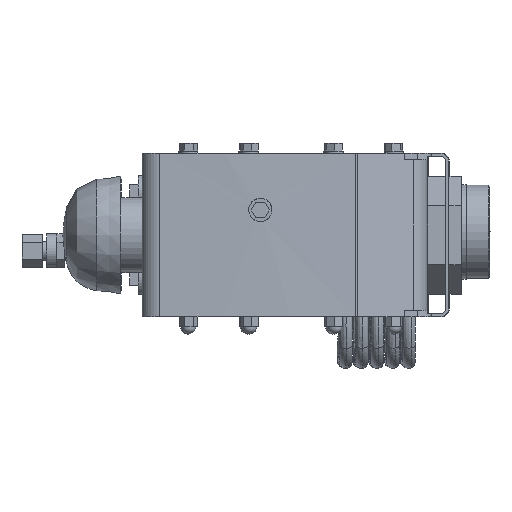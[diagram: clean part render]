
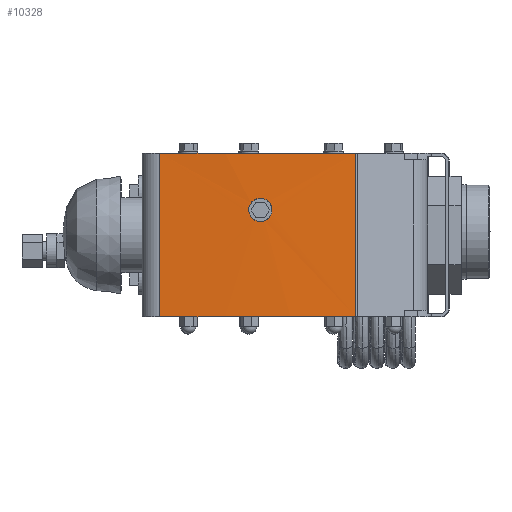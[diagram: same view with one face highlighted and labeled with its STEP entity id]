
A CAD part, left-side view. The second image highlights one B-rep face of the part: STEP entity #10328.
In plain terms, the highlighted cylindrical face has radius 1000.87 mm (diameter 2001.75 mm), a partial arc.
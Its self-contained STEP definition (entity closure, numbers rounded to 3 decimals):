
#732=B_SPLINE_CURVE_WITH_KNOTS('',3,(#15984,#15985,#15986,#15987,#15988,
#15989,#15990,#15991,#15992,#15993,#15994,#15995,#15996,#15997,#15998,#15999,
#16000,#16001,#16002,#16003,#16004,#16005,#16006,#16007,#16008,#16009,#16010,
#16011,#16012,#16013,#16014,#16015,#16016,#16017),.UNSPECIFIED.,.T.,.F.,
(4,2,2,2,2,2,2,2,2,2,2,2,2,2,2,2,4),(0.,0.277,0.555,
0.833,1.11,1.388,1.666,1.943,
2.22,2.498,2.775,3.053,3.33,
3.608,3.886,4.163,4.441),
 .UNSPECIFIED.);
#1750=LINE('',#17331,#2666);
#1761=LINE('',#17356,#2677);
#2666=VECTOR('',#13040,104.);
#2677=VECTOR('',#13075,104.);
#3088=CYLINDRICAL_SURFACE('',#10966,1000.873);
#3198=FACE_BOUND('',#4378,.T.);
#3691=FACE_OUTER_BOUND('',#4377,.T.);
#4377=EDGE_LOOP('',(#9411,#9412,#9413,#9414));
#4378=EDGE_LOOP('',(#9415));
#4494=CIRCLE('',#10581,1000.873);
#4577=CIRCLE('',#10912,1000.873);
#5076=VERTEX_POINT('',#15929);
#5077=VERTEX_POINT('',#15931);
#5098=VERTEX_POINT('',#15983);
#5472=VERTEX_POINT('',#17237);
#5473=VERTEX_POINT('',#17239);
#6206=EDGE_CURVE('',#5076,#5077,#4494,.T.);
#6228=EDGE_CURVE('',#5098,#5098,#732,.T.);
#6765=EDGE_CURVE('',#5473,#5472,#4577,.T.);
#6811=EDGE_CURVE('',#5076,#5473,#1750,.T.);
#6823=EDGE_CURVE('',#5472,#5077,#1761,.T.);
#9411=ORIENTED_EDGE('',*,*,#6823,.T.);
#9412=ORIENTED_EDGE('',*,*,#6206,.F.);
#9413=ORIENTED_EDGE('',*,*,#6811,.T.);
#9414=ORIENTED_EDGE('',*,*,#6765,.T.);
#9415=ORIENTED_EDGE('',*,*,#6228,.T.);
#10328=ADVANCED_FACE('',(#3691,#3198),#3088,.T.);
#10581=AXIS2_PLACEMENT_3D('',#15932,#11802,#11803);
#10912=AXIS2_PLACEMENT_3D('',#17240,#12930,#12931);
#10966=AXIS2_PLACEMENT_3D('',#17357,#13076,#13077);
#11802=DIRECTION('center_axis',(0.,0.,1.));
#11803=DIRECTION('ref_axis',(-0.012,-1.,0.));
#12930=DIRECTION('center_axis',(0.,0.,1.));
#12931=DIRECTION('ref_axis',(-0.012,-1.,0.));
#13040=DIRECTION('',(0.,0.,-1.));
#13075=DIRECTION('',(0.,0.,1.));
#13076=DIRECTION('center_axis',(0.,0.,1.));
#13077=DIRECTION('ref_axis',(-0.012,-1.,0.));
#15929=CARTESIAN_POINT('',(-10.922,83.55,2.));
#15931=CARTESIAN_POINT('',(-135.631,77.196,2.));
#15932=CARTESIAN_POINT('Origin',(-22.445,-917.256,2.));
#15983=CARTESIAN_POINT('',(-82.297,81.825,-34.));
#15984=CARTESIAN_POINT('Ctrl Pts',(-82.297,81.825,-34.));
#15985=CARTESIAN_POINT('Ctrl Pts',(-82.297,81.825,-34.925));
#15986=CARTESIAN_POINT('Ctrl Pts',(-82.112,81.836,-35.911));
#15987=CARTESIAN_POINT('Ctrl Pts',(-81.36,81.881,-37.725));
#15988=CARTESIAN_POINT('Ctrl Pts',(-80.794,81.914,-38.553));
#15989=CARTESIAN_POINT('Ctrl Pts',(-79.486,81.99,-39.86));
#15990=CARTESIAN_POINT('Ctrl Pts',(-78.658,82.037,-40.427));
#15991=CARTESIAN_POINT('Ctrl Pts',(-76.844,82.137,-41.178));
#15992=CARTESIAN_POINT('Ctrl Pts',(-75.858,82.191,-41.363));
#15993=CARTESIAN_POINT('Ctrl Pts',(-74.01,82.288,-41.363));
#15994=CARTESIAN_POINT('Ctrl Pts',(-73.024,82.338,-41.178));
#15995=CARTESIAN_POINT('Ctrl Pts',(-71.21,82.428,-40.427));
#15996=CARTESIAN_POINT('Ctrl Pts',(-70.381,82.468,-39.86));
#15997=CARTESIAN_POINT('Ctrl Pts',(-69.074,82.53,-38.553));
#15998=CARTESIAN_POINT('Ctrl Pts',(-68.507,82.556,-37.725));
#15999=CARTESIAN_POINT('Ctrl Pts',(-67.756,82.59,-35.911));
#16000=CARTESIAN_POINT('Ctrl Pts',(-67.571,82.599,-34.925));
#16001=CARTESIAN_POINT('Ctrl Pts',(-67.571,82.599,-33.076));
#16002=CARTESIAN_POINT('Ctrl Pts',(-67.756,82.59,-32.09));
#16003=CARTESIAN_POINT('Ctrl Pts',(-68.507,82.556,-30.276));
#16004=CARTESIAN_POINT('Ctrl Pts',(-69.073,82.53,-29.448));
#16005=CARTESIAN_POINT('Ctrl Pts',(-70.38,82.468,-28.14));
#16006=CARTESIAN_POINT('Ctrl Pts',(-71.209,82.428,-27.573));
#16007=CARTESIAN_POINT('Ctrl Pts',(-73.023,82.338,-26.822));
#16008=CARTESIAN_POINT('Ctrl Pts',(-74.009,82.288,-26.637));
#16009=CARTESIAN_POINT('Ctrl Pts',(-75.859,82.191,-26.637));
#16010=CARTESIAN_POINT('Ctrl Pts',(-76.845,82.137,-26.822));
#16011=CARTESIAN_POINT('Ctrl Pts',(-78.66,82.037,-27.574));
#16012=CARTESIAN_POINT('Ctrl Pts',(-79.488,81.99,-28.141));
#16013=CARTESIAN_POINT('Ctrl Pts',(-80.795,81.914,-29.449));
#16014=CARTESIAN_POINT('Ctrl Pts',(-81.361,81.881,-30.276));
#16015=CARTESIAN_POINT('Ctrl Pts',(-82.112,81.836,-32.09));
#16016=CARTESIAN_POINT('Ctrl Pts',(-82.297,81.825,-33.076));
#16017=CARTESIAN_POINT('Ctrl Pts',(-82.297,81.825,-34.));
#17237=CARTESIAN_POINT('',(-135.631,77.196,-102.));
#17239=CARTESIAN_POINT('',(-10.922,83.55,-102.));
#17240=CARTESIAN_POINT('Origin',(-22.445,-917.256,-102.));
#17331=CARTESIAN_POINT('',(-10.922,83.55,0.));
#17356=CARTESIAN_POINT('',(-135.631,77.196,0.));
#17357=CARTESIAN_POINT('Origin',(-22.445,-917.256,0.));
